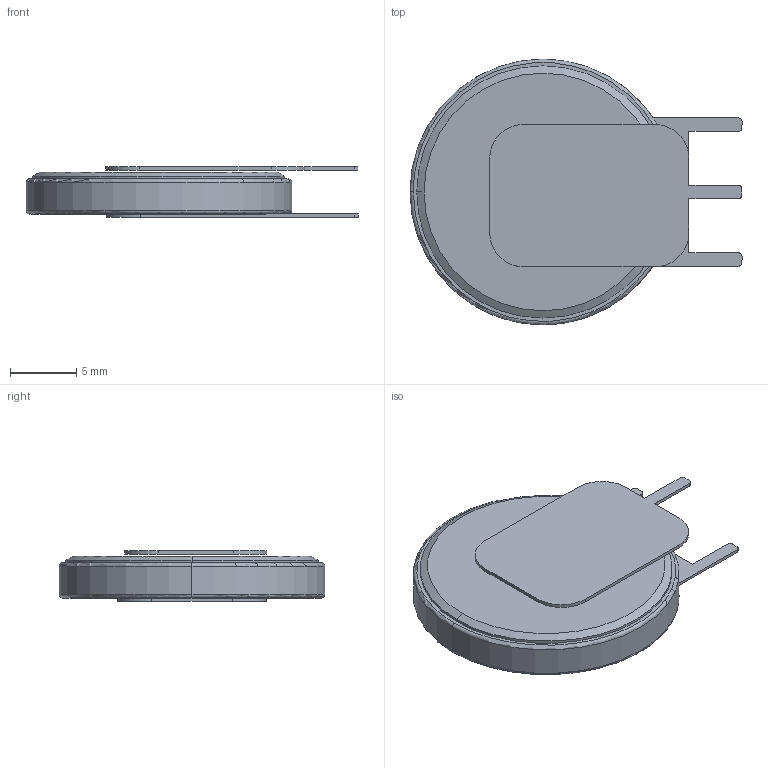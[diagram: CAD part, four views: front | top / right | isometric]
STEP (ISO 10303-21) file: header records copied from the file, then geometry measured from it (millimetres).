
FILE_DESCRIPTION (( 'STEP AP214' ), '1' );
FILE_NAME ('User Library-cr2032.STEP', '2019-08-02T09:51:49', ( '' ), ( '' ), 'SwSTEP 2.0', 'SolidWorks 2019', '' );
FILE_SCHEMA (( 'AUTOMOTIVE_DESIGN' ));
Length unit declared in the file: inch
Products named in the file (1): User Library-cr2032
Bounding box: 25.01 x 20.02 x 3.81 mm (x, y, z)
Volume: 1049.3 mm3; surface area: 1201.3 mm2
Topology: 2 solids, 2 shells, 70 faces, 182 edges, 118 vertices
Faces by surface type: plane 42, cylinder 22, torus 4, cone 2
Entity records: 2800 total; most frequent: CARTESIAN_POINT 575, DIRECTION 382, ORIENTED_EDGE 364, EDGE_CURVE 182, AXIS2_PLACEMENT_3D 131, VECTOR 120, LINE 120, VERTEX_POINT 118
